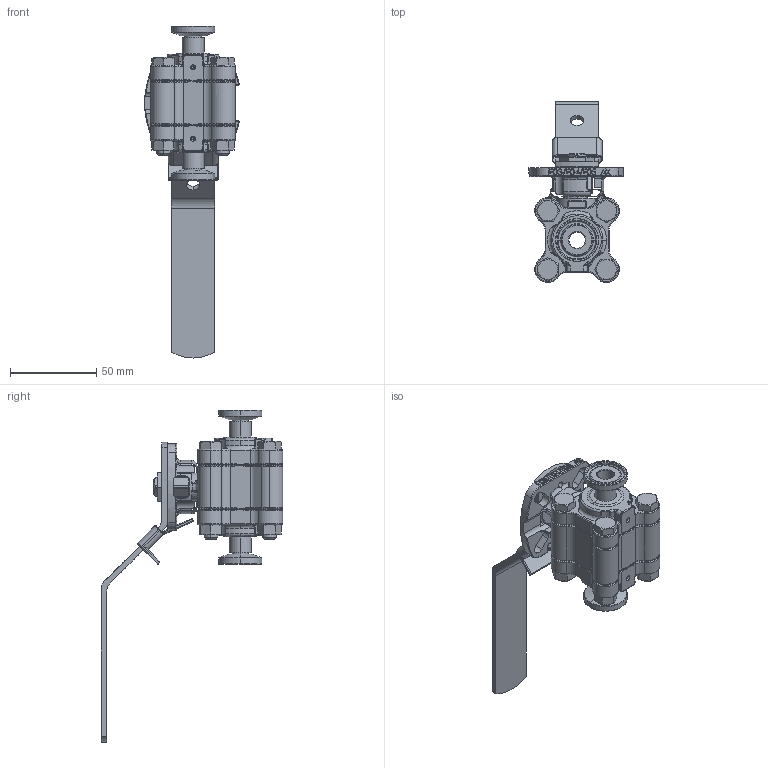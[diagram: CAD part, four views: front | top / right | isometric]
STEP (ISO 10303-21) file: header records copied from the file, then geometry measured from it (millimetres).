
FILE_DESCRIPTION (( 'STEP AP214' ), '1' );
FILE_NAME ('H78-SA-0050.STEP', '2018-12-06T20:45:04', ( '' ), ( '' ), 'SwSTEP 2.0', 'SolidWorks 2018', '' );
FILE_SCHEMA (( 'AUTOMOTIVE_DESIGN' ));
Length unit declared in the file: inch
Products named in the file (1): H78-SA-0050
Bounding box: 54.73 x 104.77 x 192.05 mm (x, y, z)
Surface area: 47834 mm2 (no closed solid volume)
Topology: 0 solids, 21 shells, 1124 faces, 3223 edges, 1978 vertices
Faces by surface type: plane 337, cylinder 295, torus 215, bspline 188, cone 78, sphere 11
Entity records: 65323 total; most frequent: CARTESIAN_POINT 23303, ORIENTED_EDGE 5591, DIRECTION 5578, EDGE_CURVE 3148, AXIS2_PLACEMENT_3D 2151, VERTEX_POINT 1976, VECTOR 1276, LINE 1276
